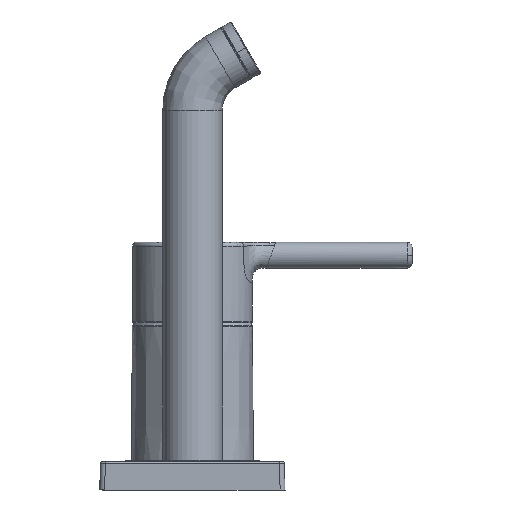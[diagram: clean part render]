
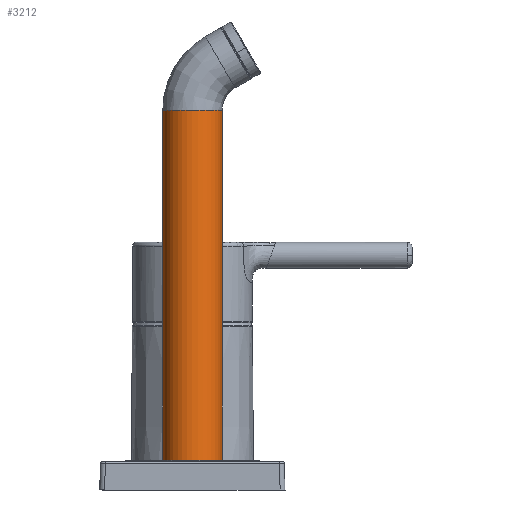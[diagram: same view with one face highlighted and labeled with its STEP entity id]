
A CAD part, left-side view. The second image highlights one B-rep face of the part: STEP entity #3212.
In plain terms, the highlighted cylindrical face has radius 12 mm (diameter 24 mm), a partial arc.
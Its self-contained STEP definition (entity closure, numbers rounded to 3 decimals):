
#69 = CIRCLE ( 'NONE', #790, 12. ) ;
#387 = ORIENTED_EDGE ( 'NONE', *, *, #4265, .T. ) ;
#784 = DIRECTION ( 'NONE',  ( 0., 0., 1. ) ) ;
#790 = AXIS2_PLACEMENT_3D ( 'NONE', #2486, #3351, #3390 ) ;
#982 = AXIS2_PLACEMENT_3D ( 'NONE', #2473, #784, #2849 ) ;
#1025 = ORIENTED_EDGE ( 'NONE', *, *, #5184, .T. ) ;
#1356 = VERTEX_POINT ( 'NONE', #5142 ) ;
#1400 = CYLINDRICAL_SURFACE ( 'NONE', #1414, 12. ) ;
#1414 = AXIS2_PLACEMENT_3D ( 'NONE', #2594, #3929, #2234 ) ;
#1552 = CARTESIAN_POINT ( 'NONE',  ( -100., 12., 82.78 ) ) ;
#1559 = CARTESIAN_POINT ( 'NONE',  ( -100., 12., 12.101 ) ) ;
#1821 = DIRECTION ( 'NONE',  ( 0., 0., -1. ) ) ;
#1978 = VECTOR ( 'NONE', #1821, 1000. ) ;
#2159 = ORIENTED_EDGE ( 'NONE', *, *, #4100, .F. ) ;
#2184 = CARTESIAN_POINT ( 'NONE',  ( -100., -12., 82.78 ) ) ;
#2234 = DIRECTION ( 'NONE',  ( 0., 1., 0. ) ) ;
#2263 = EDGE_LOOP ( 'NONE', ( #2159, #4403, #1025, #387 ) ) ;
#2299 = FACE_OUTER_BOUND ( 'NONE', #2263, .T. ) ;
#2473 = CARTESIAN_POINT ( 'NONE',  ( -100., 0., 12.101 ) ) ;
#2486 = CARTESIAN_POINT ( 'NONE',  ( -100., 0., 153.759 ) ) ;
#2594 = CARTESIAN_POINT ( 'NONE',  ( -100., 0., 82.78 ) ) ;
#2637 = CARTESIAN_POINT ( 'NONE',  ( -100., -12., 12.101 ) ) ;
#2750 = VERTEX_POINT ( 'NONE', #2637 ) ;
#2849 = DIRECTION ( 'NONE',  ( 0., 1., 0. ) ) ;
#2987 = EDGE_CURVE ( 'NONE', #4275, #1356, #69, .T. ) ;
#3212 = ADVANCED_FACE ( 'NONE', ( #2299 ), #1400, .T. ) ;
#3351 = DIRECTION ( 'NONE',  ( 0., 0., -1. ) ) ;
#3390 = DIRECTION ( 'NONE',  ( 0., 1., 0. ) ) ;
#3565 = VECTOR ( 'NONE', #4527, 1000. ) ;
#3908 = VERTEX_POINT ( 'NONE', #1559 ) ;
#3929 = DIRECTION ( 'NONE',  ( 0., 0., -1. ) ) ;
#4100 = EDGE_CURVE ( 'NONE', #4275, #2750, #4386, .T. ) ;
#4265 = EDGE_CURVE ( 'NONE', #3908, #2750, #5317, .T. ) ;
#4275 = VERTEX_POINT ( 'NONE', #5421 ) ;
#4386 = LINE ( 'NONE', #2184, #1978 ) ;
#4403 = ORIENTED_EDGE ( 'NONE', *, *, #2987, .T. ) ;
#4527 = DIRECTION ( 'NONE',  ( 0., 0., -1. ) ) ;
#4700 = LINE ( 'NONE', #1552, #3565 ) ;
#5142 = CARTESIAN_POINT ( 'NONE',  ( -100., 12., 153.759 ) ) ;
#5184 = EDGE_CURVE ( 'NONE', #1356, #3908, #4700, .T. ) ;
#5317 = CIRCLE ( 'NONE', #982, 12. ) ;
#5421 = CARTESIAN_POINT ( 'NONE',  ( -100., -12., 153.759 ) ) ;
